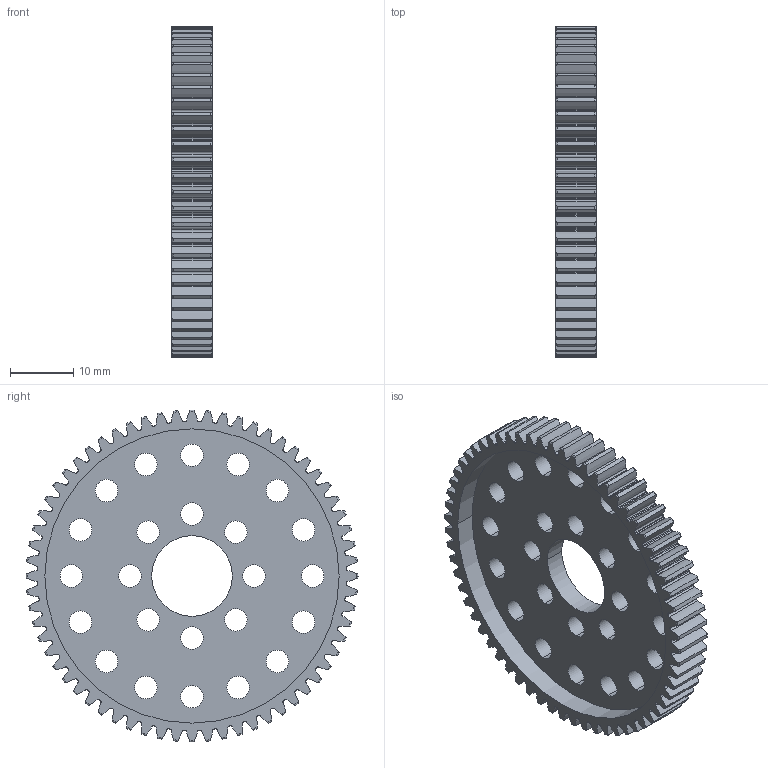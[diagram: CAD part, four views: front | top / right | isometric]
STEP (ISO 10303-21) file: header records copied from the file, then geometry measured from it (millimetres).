
FILE_DESCRIPTION (( 'STEP AP203' ), '1' );
FILE_NAME ('615194.STEP', '2014-07-22T19:12:17', ( 'Kyle' ), ( 'Microsoft' ), 'SwSTEP 2.0', 'SolidWorks 2014', '' );
FILE_SCHEMA (( 'CONFIG_CONTROL_DESIGN' ));
Length unit declared in the file: inch
Products named in the file (1): 615194
Bounding box: 6.35 x 52.39 x 52.39 mm (x, y, z)
Volume: 6280.6 mm3; surface area: 6732.3 mm2
Topology: 1 solids, 1 shells, 596 faces, 1778 edges, 1185 vertices
Faces by surface type: cylinder 335, torus 130, bspline 128, plane 3
Entity records: 25952 total; most frequent: CARTESIAN_POINT 10344, ORIENTED_EDGE 3556, DIRECTION 3007, EDGE_CURVE 1778, AXIS2_PLACEMENT_3D 1272, VERTEX_POINT 1185, CIRCLE 803, EDGE_LOOP 647
